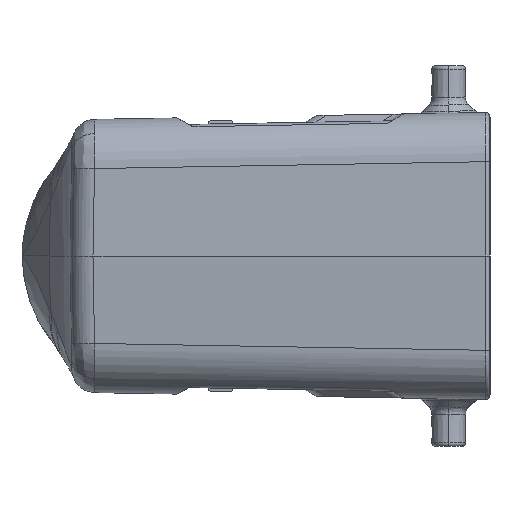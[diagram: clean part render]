
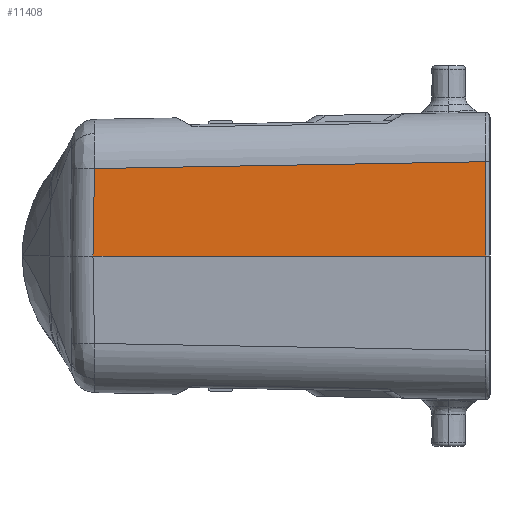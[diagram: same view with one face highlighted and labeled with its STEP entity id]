
A CAD part, left-side view. The second image highlights one B-rep face of the part: STEP entity #11408.
In plain terms, the highlighted planar face has unit normal (-1, 0.018, 0.017).
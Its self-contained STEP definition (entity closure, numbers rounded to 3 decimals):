
#553=CARTESIAN_POINT('',(-46.493,70.609,14.121));
#2596=DIRECTION('',(0.017,0.,1.));
#2597=VECTOR('',#2596,14.124);
#2598=CARTESIAN_POINT('',(-46.739,70.609,
0.));
#2599=LINE('',#2598,#2597);
#2600=DIRECTION('',(0.017,1.,0.));
#2601=VECTOR('',#2600,58.862);
#2602=CARTESIAN_POINT('',(-46.739,70.609,
0.));
#2603=LINE('',#2602,#2601);
#2604=DIRECTION('',(-0.017,0.017,-1.));
#2605=VECTOR('',#2604,13.102);
#2606=CARTESIAN_POINT('',(-45.487,129.233,13.098));
#2607=LINE('',#2606,#2605);
#2608=DIRECTION('',(-0.017,-1.,0.017));
#2609=VECTOR('',#2608,58.642);
#2610=CARTESIAN_POINT('',(-45.487,129.233,13.098));
#2611=LINE('',#2610,#2609);
#3756=CARTESIAN_POINT('',(-45.712,129.462,
0.));
#6372=VERTEX_POINT('',#3756);
#6960=CARTESIAN_POINT('',(-45.487,129.233,13.098));
#6962=VERTEX_POINT('',#6960);
#7012=VERTEX_POINT('',#553);
#7014=CARTESIAN_POINT('',(-46.739,70.609,
0.));
#7015=VERTEX_POINT('',#7014);
#11395=CARTESIAN_POINT('',(-46.333,70.,23.912));
#11396=DIRECTION('',(-1.,0.017,0.017));
#11397=DIRECTION('',(-0.017,0.,-1.));
#11398=AXIS2_PLACEMENT_3D('',#11395,#11396,#11397);
#11399=PLANE('',#11398);
#11401=ORIENTED_EDGE('',*,*,#11400,.F.);
#11403=ORIENTED_EDGE('',*,*,#11402,.T.);
#11404=ORIENTED_EDGE('',*,*,#11386,.F.);
#11405=ORIENTED_EDGE('',*,*,#8443,.T.);
#11406=EDGE_LOOP('',(#11401,#11403,#11404,#11405));
#11407=FACE_OUTER_BOUND('',#11406,.F.);
#8443=EDGE_CURVE('',#6962,#7012,#2611,.T.);
#11386=EDGE_CURVE('',#6962,#6372,#2607,.T.);
#11400=EDGE_CURVE('',#7015,#7012,#2599,.T.);
#11402=EDGE_CURVE('',#7015,#6372,#2603,.T.);
#11408=ADVANCED_FACE('',(#11407),#11399,.T.);
